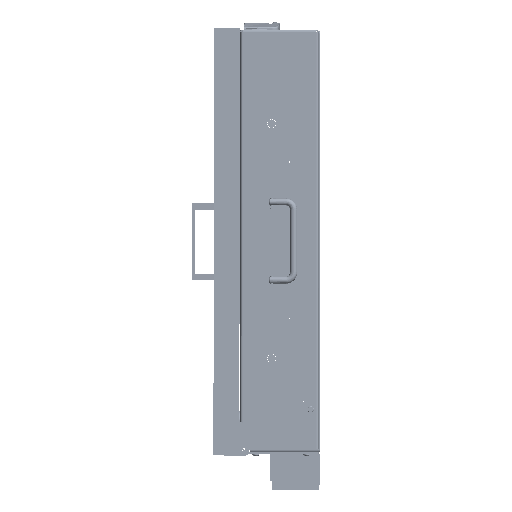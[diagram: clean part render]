
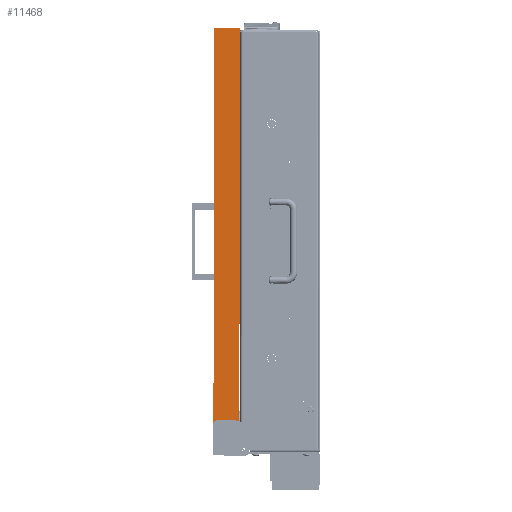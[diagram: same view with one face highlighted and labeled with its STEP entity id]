
A CAD part, left-side view. The second image highlights one B-rep face of the part: STEP entity #11468.
In plain terms, the highlighted planar face has unit normal (-1, 0, 0).
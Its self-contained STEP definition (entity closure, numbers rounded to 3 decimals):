
#408 = DIRECTION ( 'NONE',  ( 0., 0., 1. ) ) ;
#6357 = EDGE_CURVE ( 'NONE', #62589, #65927, #8924, .T. ) ;
#7333 = LINE ( 'NONE', #68860, #29237 ) ;
#7709 = LINE ( 'NONE', #49337, #55983 ) ;
#8012 = EDGE_CURVE ( 'NONE', #66442, #65927, #67284, .T. ) ;
#8924 = LINE ( 'NONE', #37144, #12368 ) ;
#11468 = ADVANCED_FACE ( 'NONE', ( #54914 ), #75739, .F. ) ;
#12368 = VECTOR ( 'NONE', #65343, 1000. ) ;
#14204 = ORIENTED_EDGE ( 'NONE', *, *, #28609, .F. ) ;
#15598 = VECTOR ( 'NONE', #65460, 1000. ) ;
#16483 = EDGE_CURVE ( 'NONE', #66442, #82355, #83400, .T. ) ;
#18010 = CARTESIAN_POINT ( 'NONE',  ( -327.5, 28., -228. ) ) ;
#25623 = ORIENTED_EDGE ( 'NONE', *, *, #43395, .T. ) ;
#28609 = EDGE_CURVE ( 'NONE', #73954, #62589, #7333, .T. ) ;
#28694 = CARTESIAN_POINT ( 'NONE',  ( -327.5, 33., -233. ) ) ;
#29237 = VECTOR ( 'NONE', #408, 1000. ) ;
#30151 = CARTESIAN_POINT ( 'NONE',  ( -327.5, 0., 273. ) ) ;
#31050 = ORIENTED_EDGE ( 'NONE', *, *, #48072, .F. ) ;
#31397 = DIRECTION ( 'NONE',  ( 1., 0., 0. ) ) ;
#32691 = CARTESIAN_POINT ( 'NONE',  ( -327.5, 7., -248. ) ) ;
#33374 = CIRCLE ( 'NONE', #61463, 5. ) ;
#34546 = DIRECTION ( 'NONE',  ( 0., 1., 0. ) ) ;
#37144 = CARTESIAN_POINT ( 'NONE',  ( -327.5, 33., 273. ) ) ;
#41046 = DIRECTION ( 'NONE',  ( 0., 0., -1. ) ) ;
#43395 = EDGE_CURVE ( 'NONE', #73954, #57665, #33374, .T. ) ;
#45956 = EDGE_LOOP ( 'NONE', ( #31050, #49664, #65931, #90401, #14204, #25623 ) ) ;
#48007 = CARTESIAN_POINT ( 'NONE',  ( -327.5, 33., -273. ) ) ;
#48072 = EDGE_CURVE ( 'NONE', #82355, #57665, #7709, .T. ) ;
#49337 = CARTESIAN_POINT ( 'NONE',  ( -327.5, 33., -228. ) ) ;
#49664 = ORIENTED_EDGE ( 'NONE', *, *, #16483, .F. ) ;
#54914 = FACE_OUTER_BOUND ( 'NONE', #45956, .T. ) ;
#55336 = AXIS2_PLACEMENT_3D ( 'NONE', #32691, #59527, #61363 ) ;
#55983 = VECTOR ( 'NONE', #34546, 1000. ) ;
#57665 = VERTEX_POINT ( 'NONE', #18010 ) ;
#58727 = CARTESIAN_POINT ( 'NONE',  ( -327.5, 0., -229.265 ) ) ;
#59527 = DIRECTION ( 'NONE',  ( -1., 0., 0. ) ) ;
#60527 = DIRECTION ( 'NONE',  ( 0., 0., -1. ) ) ;
#60810 = AXIS2_PLACEMENT_3D ( 'NONE', #48007, #76184, #41046 ) ;
#61363 = DIRECTION ( 'NONE',  ( 0., 0., -1. ) ) ;
#61463 = AXIS2_PLACEMENT_3D ( 'NONE', #73912, #31397, #60527 ) ;
#62589 = VERTEX_POINT ( 'NONE', #74995 ) ;
#65343 = DIRECTION ( 'NONE',  ( 0., -1., 0. ) ) ;
#65460 = DIRECTION ( 'NONE',  ( 0., 0., 1. ) ) ;
#65927 = VERTEX_POINT ( 'NONE', #30151 ) ;
#65931 = ORIENTED_EDGE ( 'NONE', *, *, #8012, .T. ) ;
#66442 = VERTEX_POINT ( 'NONE', #58727 ) ;
#67284 = LINE ( 'NONE', #72822, #15598 ) ;
#68860 = CARTESIAN_POINT ( 'NONE',  ( -327.5, 33., -273. ) ) ;
#72822 = CARTESIAN_POINT ( 'NONE',  ( -327.5, 0., -273. ) ) ;
#73912 = CARTESIAN_POINT ( 'NONE',  ( -327.5, 28., -233. ) ) ;
#73954 = VERTEX_POINT ( 'NONE', #28694 ) ;
#74995 = CARTESIAN_POINT ( 'NONE',  ( -327.5, 33., 273. ) ) ;
#75739 = PLANE ( 'NONE',  #60810 ) ;
#76184 = DIRECTION ( 'NONE',  ( 1., 0., 0. ) ) ;
#82355 = VERTEX_POINT ( 'NONE', #89967 ) ;
#83400 = CIRCLE ( 'NONE', #55336, 20. ) ;
#89967 = CARTESIAN_POINT ( 'NONE',  ( -327.5, 7., -228. ) ) ;
#90401 = ORIENTED_EDGE ( 'NONE', *, *, #6357, .F. ) ;
